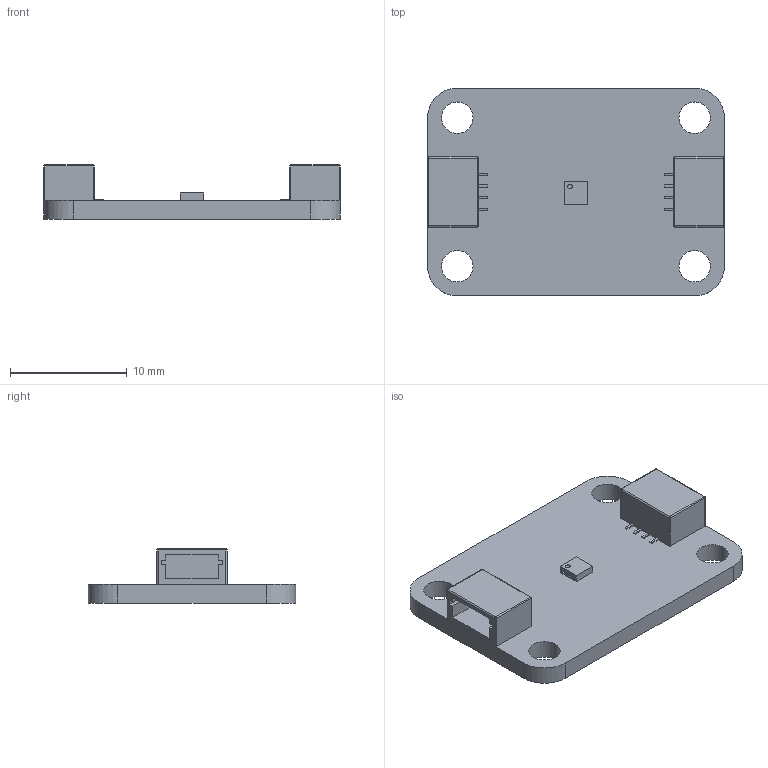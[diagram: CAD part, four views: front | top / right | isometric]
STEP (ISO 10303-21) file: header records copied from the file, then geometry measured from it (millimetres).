
FILE_DESCRIPTION(('FreeCAD Model'),'2;1');
FILE_NAME('Open CASCADE Shape Model','2021-11-21T17:22:16',('Author'),( ''),'Open CASCADE STEP processor 7.4','FreeCAD','Unknown');
FILE_SCHEMA(('AUTOMOTIVE_DESIGN { 1 0 10303 214 1 1 1 1 }'));
Length unit declared in the file: millimetre
Products named in the file (9): adafruit_tsl2591_mockup; Board_Geoms_2541; Local_CS_2541; Pcb_2541; PCB_Sketch_2541; Step_Models_2541; Top_2541; J1_DFN-6-1EP_2x2mm_Pitch0.65mm_6191B9AD; J2_Fillet_6191B9BC
Assembly tree (9 placements, depth 4):
  adafruit_tsl2591_mockup
    Board_Geoms_2541
      Local_CS_2541
      Pcb_2541
      PCB_Sketch_2541
    Step_Models_2541
      Top_2541
        J1_DFN-6-1EP_2x2mm_Pitch0.65mm_6191B9AD
        J2_Fillet_6191B9BC  x2
Bounding box: 25.41 x 17.78 x 4.65 mm (x, y, z)
Volume: 766.6 mm3; surface area: 1385.3 mm2
Topology: 4 solids, 4 shells, 174 faces, 462 edges, 300 vertices
Faces by surface type: plane 135, cylinder 31, sphere 8
Full cylindrical faces by diameter (mm): 0.4 x1, 2.7 x4
Entity records: 4231 total; most frequent: CARTESIAN_POINT 663, DIRECTION 626, ORIENTED_EDGE 620, EDGE_CURVE 310, LINE 268, VECTOR 268, VERTEX_POINT 200, AXIS2_PLACEMENT_3D 179
